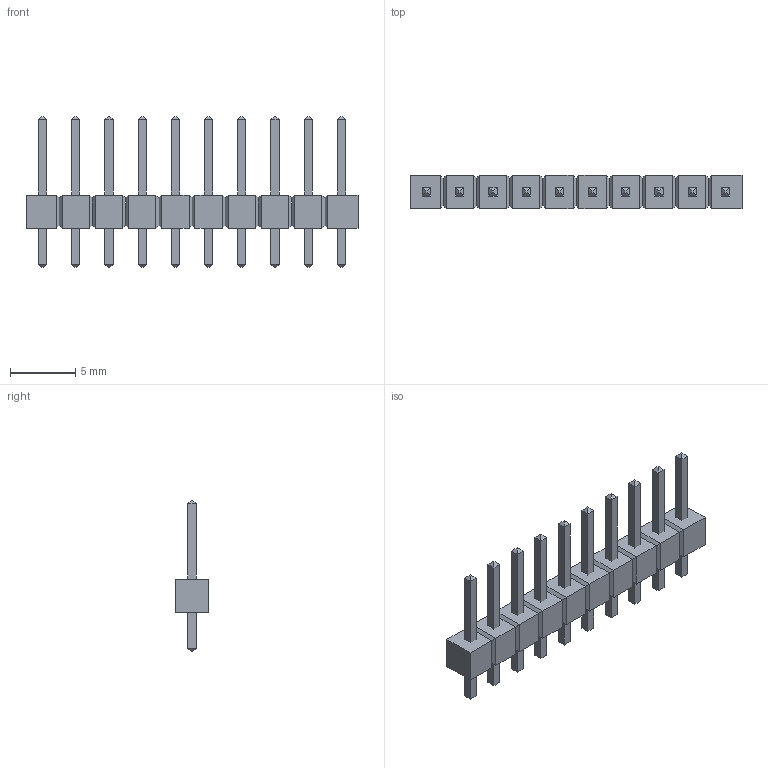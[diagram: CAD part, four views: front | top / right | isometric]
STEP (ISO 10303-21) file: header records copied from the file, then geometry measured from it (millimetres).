
FILE_DESCRIPTION(('FreeCAD Model'),'2;1');
FILE_NAME('233557.2.1.stp','2020-09-01T07:17:43',( 'Author'),(''),'Open CASCADE STEP processor 6.9','FreeCAD','Unknown' );
FILE_SCHEMA(('AUTOMOTIVE_DESIGN { 1 0 10303 214 1 1 1 1 }'));
Length unit declared in the file: millimetre
Products named in the file (3): ASSEMBLY; Body; LeadsArray
Assembly tree (2 placements, depth 2):
  ASSEMBLY
    Body
    LeadsArray
Bounding box: 25.4 x 2.54 x 11.54 mm (x, y, z)
Volume: 205.6 mm3; surface area: 576.6 mm2
Topology: 11 solids, 11 shells, 254 faces, 508 edges, 276 vertices
Faces by surface type: plane 254
Entity records: 12777 total; most frequent: CARTESIAN_POINT 2201, DIRECTION 1894, LINE 1380, VECTOR 1380, ORIENTED_EDGE 1016, PCURVE 1016, DEFINITIONAL_REPRESENTATION 1016, EDGE_CURVE 508
